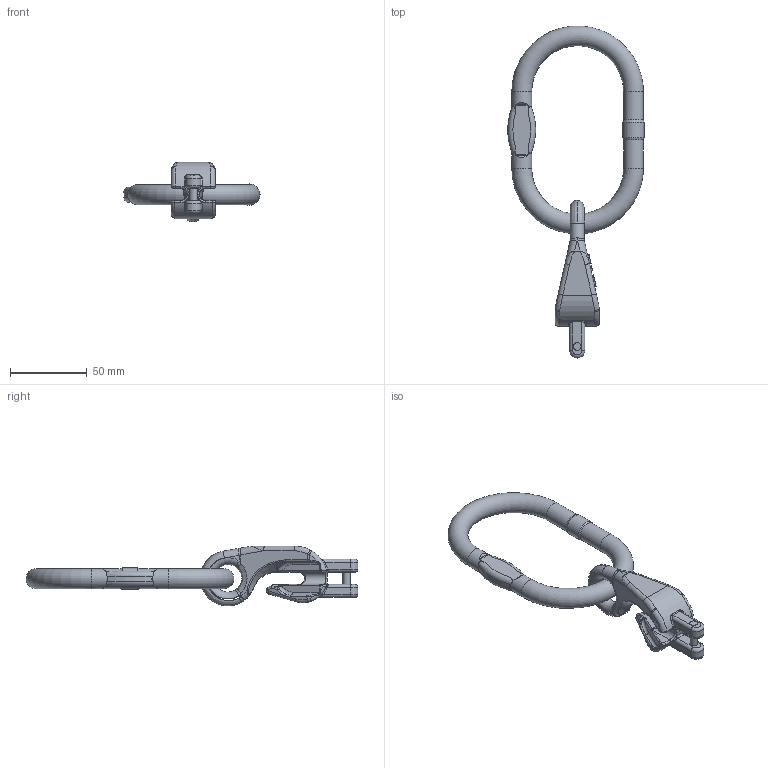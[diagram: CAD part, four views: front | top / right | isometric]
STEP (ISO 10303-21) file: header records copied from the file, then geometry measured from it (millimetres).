
FILE_DESCRIPTION(/* description */ (''),/* implementation_level */ '2;1');
FILE_NAME(/* name */ 'pewag_VXKW_1-6',/* time_stamp */ '2010-03-02T13:00:28+01:00',/* author */ (''),/* organization */ (''),/* preprocessor_version */ 'ST-DEVELOPER v9',/* originating_system */ 'UGS - NX 4.0',/* authorisation */ '');
FILE_SCHEMA (('AUTOMOTIVE_DESIGN { 1 0 10303 214 1 1 1 1 }'));
Length unit declared in the file: millimetre
Products named in the file (1): rit707Bn59b
Bounding box: 89.05 x 216.92 x 38.98 mm (x, y, z)
Volume: 76697.1 mm3; surface area: 24305.6 mm2
Topology: 3 solids, 3 shells, 497 faces, 1251 edges, 766 vertices
Faces by surface type: plane 146, bspline 112, extrusion 98, cylinder 96, torus 31, sphere 8, cone 6
Full cylindrical faces by diameter (mm): 5 x3, 13 x4, 13.975 x1
Entity records: 18053 total; most frequent: CARTESIAN_POINT 7399, ORIENTED_EDGE 2454, DIRECTION 1768, EDGE_CURVE 1227, VERTEX_POINT 760, AXIS2_PLACEMENT_3D 624, B_SPLINE_CURVE_WITH_KNOTS 556, EDGE_LOOP 529
